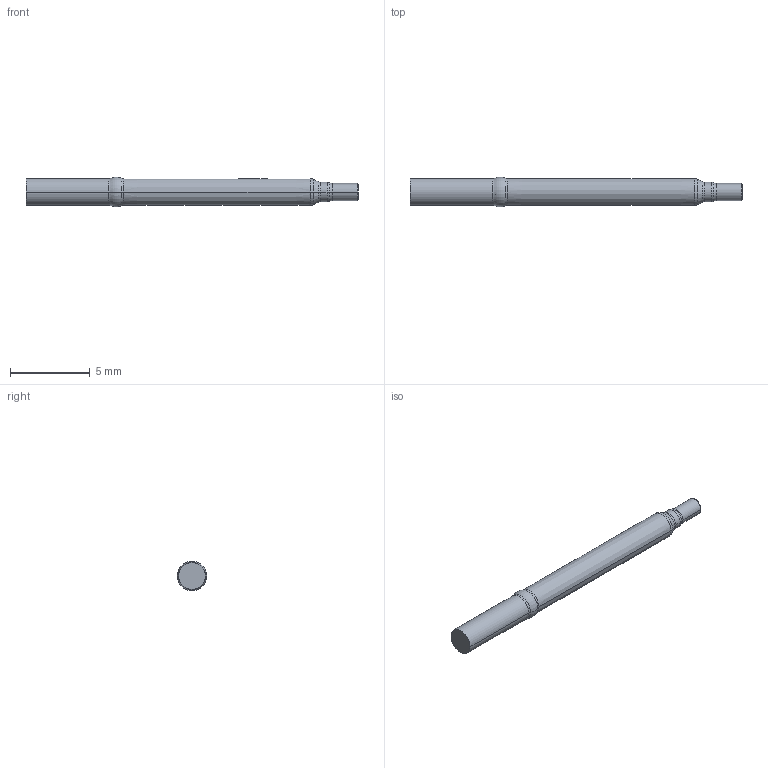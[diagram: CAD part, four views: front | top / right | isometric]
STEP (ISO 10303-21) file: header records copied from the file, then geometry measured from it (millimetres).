
FILE_DESCRIPTION (( 'STEP AP214' ), '1' );
FILE_NAME ('100-SDS160N.STEP', '2013-07-02T15:20:07', ( 'spare' ), ( '' ), 'SwSTEP 2.0', 'SolidWorks 2012', '' );
FILE_SCHEMA (( 'AUTOMOTIVE_DESIGN' ));
Length unit declared in the file: inch
Products named in the file (1): 100-SDS160N
Bounding box: 20.78 x 1.85 x 1.84 mm (x, y, z)
Volume: 42.9 mm3; surface area: 108.5 mm2
Topology: 1 solids, 1 shells, 28 faces, 54 edges, 28 vertices
Faces by surface type: torus 16, cylinder 6, cone 4, plane 2
Entity records: 750 total; most frequent: DIRECTION 156, CARTESIAN_POINT 111, ORIENTED_EDGE 108, AXIS2_PLACEMENT_3D 73, EDGE_CURVE 54, CIRCLE 44, FACE_OUTER_BOUND 28, ADVANCED_FACE 28
